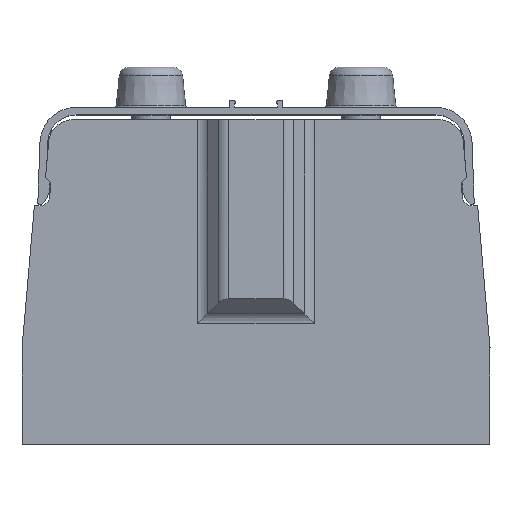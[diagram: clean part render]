
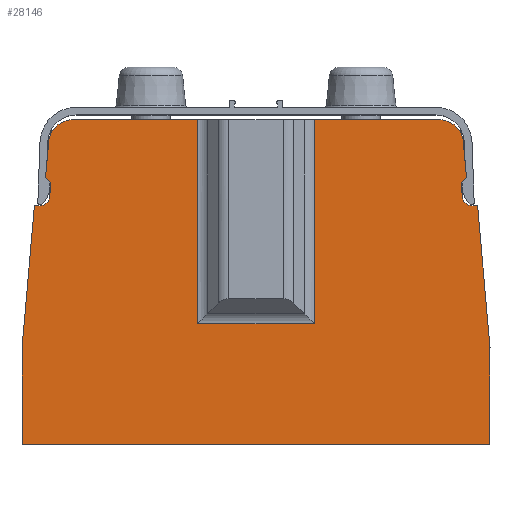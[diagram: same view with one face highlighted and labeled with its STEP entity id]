
A CAD part, top view. The second image highlights one B-rep face of the part: STEP entity #28146.
In plain terms, the highlighted planar face has unit normal (0, 0, 1).
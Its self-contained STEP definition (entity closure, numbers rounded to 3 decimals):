
#8366=DIRECTION('',(1.,0.,0.));
#8367=VECTOR('',#8366,26.176);
#8368=CARTESIAN_POINT('',(12.243,68.,67.5));
#8369=LINE('',#8368,#8367);
#8370=CARTESIAN_POINT('',(38.418,63.,67.5));
#8371=DIRECTION('',(0.,0.,-1.));
#8372=DIRECTION('',(0.,1.,0.));
#8373=AXIS2_PLACEMENT_3D('',#8370,#8371,#8372);
#8375=DIRECTION('',(0.087,-0.996,0.));
#8376=VECTOR('',#8375,7.464);
#8377=CARTESIAN_POINT('',(43.399,63.436,67.5));
#8378=LINE('',#8377,#8376);
#8379=DIRECTION('',(-0.707,-0.707,0.));
#8380=VECTOR('',#8379,1.566);
#8381=CARTESIAN_POINT('',(44.05,56.,67.5));
#8382=LINE('',#8381,#8380);
#8383=DIRECTION('',(0.087,-0.996,0.));
#8384=VECTOR('',#8383,3.078);
#8385=CARTESIAN_POINT('',(42.942,54.892,67.5));
#8386=LINE('',#8385,#8384);
#8387=CARTESIAN_POINT('',(45.203,52.,67.5));
#8388=DIRECTION('',(0.,0.,1.));
#8389=DIRECTION('',(-0.996,-0.087,0.));
#8390=AXIS2_PLACEMENT_3D('',#8387,#8388,#8389);
#8392=DIRECTION('',(1.,0.,0.));
#8393=VECTOR('',#8392,1.197);
#8394=CARTESIAN_POINT('',(45.203,50.,67.5));
#8395=LINE('',#8394,#8393);
#8396=DIRECTION('',(0.087,-0.996,0.));
#8397=VECTOR('',#8396,29.788);
#8398=CARTESIAN_POINT('',(46.4,50.,67.5));
#8399=LINE('',#8398,#8397);
#8400=CARTESIAN_POINT('',(48.,20.238,67.5));
#8401=DIRECTION('',(0.,0.,-1.));
#8402=DIRECTION('',(0.996,0.087,0.));
#8403=AXIS2_PLACEMENT_3D('',#8400,#8401,#8402);
#8405=DIRECTION('',(0.,-1.,0.));
#8406=VECTOR('',#8405,20.238);
#8407=CARTESIAN_POINT('',(49.,20.238,67.5));
#8408=LINE('',#8407,#8406);
#8409=DIRECTION('',(-1.,0.,0.));
#8410=VECTOR('',#8409,98.);
#8411=CARTESIAN_POINT('',(49.,0.,67.5));
#8412=LINE('',#8411,#8410);
#8413=DIRECTION('',(0.,1.,0.));
#8414=VECTOR('',#8413,20.238);
#8415=CARTESIAN_POINT('',(-49.,0.,67.5));
#8416=LINE('',#8415,#8414);
#8417=CARTESIAN_POINT('',(-48.,20.238,67.5));
#8418=DIRECTION('',(0.,0.,-1.));
#8419=DIRECTION('',(-1.,0.,0.));
#8420=AXIS2_PLACEMENT_3D('',#8417,#8418,#8419);
#8422=DIRECTION('',(0.087,0.996,0.));
#8423=VECTOR('',#8422,29.788);
#8424=CARTESIAN_POINT('',(-48.996,20.325,67.5));
#8425=LINE('',#8424,#8423);
#8426=DIRECTION('',(1.,0.,0.));
#8427=VECTOR('',#8426,1.197);
#8428=CARTESIAN_POINT('',(-46.4,50.,67.5));
#8429=LINE('',#8428,#8427);
#8430=CARTESIAN_POINT('',(-45.203,52.,67.5));
#8431=DIRECTION('',(0.,0.,1.));
#8432=DIRECTION('',(0.,-1.,0.));
#8433=AXIS2_PLACEMENT_3D('',#8430,#8431,#8432);
#8435=DIRECTION('',(0.087,0.996,0.));
#8436=VECTOR('',#8435,3.078);
#8437=CARTESIAN_POINT('',(-43.211,51.826,67.5));
#8438=LINE('',#8437,#8436);
#8439=DIRECTION('',(-0.707,0.707,0.));
#8440=VECTOR('',#8439,1.566);
#8441=CARTESIAN_POINT('',(-42.942,54.892,67.5));
#8442=LINE('',#8441,#8440);
#8443=DIRECTION('',(0.087,0.996,0.));
#8444=VECTOR('',#8443,7.464);
#8445=CARTESIAN_POINT('',(-44.05,56.,67.5));
#8446=LINE('',#8445,#8444);
#8447=CARTESIAN_POINT('',(-38.418,63.,67.5));
#8448=DIRECTION('',(0.,0.,-1.));
#8449=DIRECTION('',(-0.996,0.087,0.));
#8450=AXIS2_PLACEMENT_3D('',#8447,#8448,#8449);
#8452=DIRECTION('',(1.,0.,0.));
#8453=VECTOR('',#8452,26.176);
#8454=CARTESIAN_POINT('',(-38.418,68.,67.5));
#8455=LINE('',#8454,#8453);
#8456=DIRECTION('',(0.,1.,0.));
#8457=VECTOR('',#8456,42.743);
#8458=CARTESIAN_POINT('',(-12.243,25.257,67.5));
#8459=LINE('',#8458,#8457);
#8460=DIRECTION('',(-1.,0.,0.));
#8461=VECTOR('',#8460,24.485);
#8462=CARTESIAN_POINT('',(12.243,25.257,67.5));
#8463=LINE('',#8462,#8461);
#8464=CARTESIAN_POINT('',(-12.243,25.257,67.5));
#8478=DIRECTION('',(0.,-1.,0.));
#8479=VECTOR('',#8478,42.743);
#8480=CARTESIAN_POINT('',(12.243,68.,67.5));
#8481=LINE('',#8480,#8479);
#14744=CARTESIAN_POINT('',(12.243,68.,67.5));
#14746=VERTEX_POINT('',#14744);
#14758=CARTESIAN_POINT('',(-12.243,68.,67.5));
#14759=VERTEX_POINT('',#14758);
#14768=CARTESIAN_POINT('',(43.399,63.436,67.5));
#14769=VERTEX_POINT('',#14768);
#14770=CARTESIAN_POINT('',(38.418,68.,67.5));
#14771=VERTEX_POINT('',#14770);
#14772=CARTESIAN_POINT('',(42.942,54.892,67.5));
#14773=VERTEX_POINT('',#14772);
#14774=CARTESIAN_POINT('',(45.203,50.,67.5));
#14775=VERTEX_POINT('',#14774);
#14776=CARTESIAN_POINT('',(43.211,51.826,67.5));
#14777=VERTEX_POINT('',#14776);
#14778=CARTESIAN_POINT('',(46.4,50.,67.5));
#14779=VERTEX_POINT('',#14778);
#14780=CARTESIAN_POINT('',(49.,20.238,67.5));
#14781=VERTEX_POINT('',#14780);
#14782=CARTESIAN_POINT('',(48.996,20.325,67.5));
#14783=VERTEX_POINT('',#14782);
#14784=CARTESIAN_POINT('',(-48.996,20.325,67.5));
#14785=VERTEX_POINT('',#14784);
#14786=CARTESIAN_POINT('',(-49.,20.238,67.5));
#14787=VERTEX_POINT('',#14786);
#14788=CARTESIAN_POINT('',(-46.4,50.,67.5));
#14789=VERTEX_POINT('',#14788);
#14790=CARTESIAN_POINT('',(-43.211,51.826,67.5));
#14791=VERTEX_POINT('',#14790);
#14792=CARTESIAN_POINT('',(-45.203,50.,67.5));
#14793=VERTEX_POINT('',#14792);
#14794=CARTESIAN_POINT('',(-42.942,54.892,67.5));
#14795=VERTEX_POINT('',#14794);
#14796=CARTESIAN_POINT('',(-38.418,68.,67.5));
#14797=VERTEX_POINT('',#14796);
#14798=CARTESIAN_POINT('',(-43.399,63.436,67.5));
#14799=VERTEX_POINT('',#14798);
#14800=CARTESIAN_POINT('',(44.05,56.,67.5));
#14801=VERTEX_POINT('',#14800);
#14802=CARTESIAN_POINT('',(49.,0.,67.5));
#14803=VERTEX_POINT('',#14802);
#14804=CARTESIAN_POINT('',(-49.,0.,67.5));
#14805=VERTEX_POINT('',#14804);
#14806=CARTESIAN_POINT('',(-44.05,56.,67.5));
#14807=VERTEX_POINT('',#14806);
#14808=VERTEX_POINT('',#8464);
#14810=CARTESIAN_POINT('',(12.243,25.257,67.5));
#14811=VERTEX_POINT('',#14810);
#28106=CARTESIAN_POINT('',(0.,34.,67.5));
#28107=DIRECTION('',(0.,0.,1.));
#28108=DIRECTION('',(1.,0.,0.));
#28109=AXIS2_PLACEMENT_3D('',#28106,#28107,#28108);
#28110=PLANE('',#28109);
#28112=ORIENTED_EDGE('',*,*,#28111,.F.);
#28114=ORIENTED_EDGE('',*,*,#28113,.F.);
#28116=ORIENTED_EDGE('',*,*,#28115,.F.);
#28117=ORIENTED_EDGE('',*,*,#26664,.T.);
#28119=ORIENTED_EDGE('',*,*,#28118,.T.);
#28120=ORIENTED_EDGE('',*,*,#27609,.T.);
#28121=ORIENTED_EDGE('',*,*,#27629,.T.);
#28123=ORIENTED_EDGE('',*,*,#28122,.T.);
#28125=ORIENTED_EDGE('',*,*,#28124,.T.);
#28127=ORIENTED_EDGE('',*,*,#28126,.T.);
#28129=ORIENTED_EDGE('',*,*,#28128,.T.);
#28131=ORIENTED_EDGE('',*,*,#28130,.T.);
#28132=ORIENTED_EDGE('',*,*,#27293,.T.);
#28133=ORIENTED_EDGE('',*,*,#27313,.T.);
#28134=ORIENTED_EDGE('',*,*,#27426,.T.);
#28135=ORIENTED_EDGE('',*,*,#27445,.T.);
#28136=ORIENTED_EDGE('',*,*,#27459,.T.);
#28137=ORIENTED_EDGE('',*,*,#27473,.T.);
#28138=ORIENTED_EDGE('',*,*,#27487,.T.);
#28139=ORIENTED_EDGE('',*,*,#27501,.T.);
#28140=ORIENTED_EDGE('',*,*,#27516,.T.);
#28141=ORIENTED_EDGE('',*,*,#28086,.T.);
#28142=ORIENTED_EDGE('',*,*,#28100,.T.);
#28143=ORIENTED_EDGE('',*,*,#26680,.T.);
#28144=EDGE_LOOP('',(#28112,#28114,#28116,#28117,#28119,#28120,#28121,#28123,
#28125,#28127,#28129,#28131,#28132,#28133,#28134,#28135,#28136,#28137,#28138,
#28139,#28140,#28141,#28142,#28143));
#28145=FACE_OUTER_BOUND('',#28144,.F.);
#8374=CIRCLE('',#8373,5.);
#8391=CIRCLE('',#8390,2.);
#8404=CIRCLE('',#8403,1.);
#8421=CIRCLE('',#8420,1.);
#8434=CIRCLE('',#8433,2.);
#8451=CIRCLE('',#8450,5.);
#26664=EDGE_CURVE('',#14746,#14771,#8369,.T.);
#26680=EDGE_CURVE('',#14797,#14759,#8455,.T.);
#27293=EDGE_CURVE('',#14781,#14803,#8408,.T.);
#27313=EDGE_CURVE('',#14803,#14805,#8412,.T.);
#27426=EDGE_CURVE('',#14805,#14787,#8416,.T.);
#27445=EDGE_CURVE('',#14787,#14785,#8421,.T.);
#27459=EDGE_CURVE('',#14785,#14789,#8425,.T.);
#27473=EDGE_CURVE('',#14789,#14793,#8429,.T.);
#27487=EDGE_CURVE('',#14793,#14791,#8434,.T.);
#27501=EDGE_CURVE('',#14791,#14795,#8438,.T.);
#27516=EDGE_CURVE('',#14795,#14807,#8442,.T.);
#27609=EDGE_CURVE('',#14769,#14801,#8378,.T.);
#27629=EDGE_CURVE('',#14801,#14773,#8382,.T.);
#28086=EDGE_CURVE('',#14807,#14799,#8446,.T.);
#28100=EDGE_CURVE('',#14799,#14797,#8451,.T.);
#28111=EDGE_CURVE('',#14808,#14759,#8459,.T.);
#28113=EDGE_CURVE('',#14811,#14808,#8463,.T.);
#28115=EDGE_CURVE('',#14746,#14811,#8481,.T.);
#28118=EDGE_CURVE('',#14771,#14769,#8374,.T.);
#28122=EDGE_CURVE('',#14773,#14777,#8386,.T.);
#28124=EDGE_CURVE('',#14777,#14775,#8391,.T.);
#28126=EDGE_CURVE('',#14775,#14779,#8395,.T.);
#28128=EDGE_CURVE('',#14779,#14783,#8399,.T.);
#28130=EDGE_CURVE('',#14783,#14781,#8404,.T.);
#28146=ADVANCED_FACE('',(#28145),#28110,.T.);
